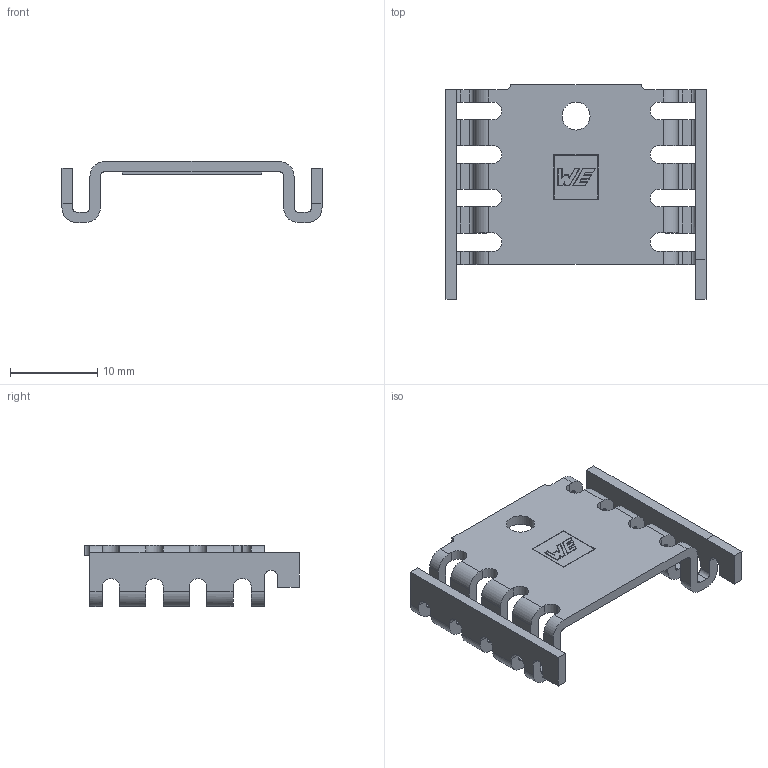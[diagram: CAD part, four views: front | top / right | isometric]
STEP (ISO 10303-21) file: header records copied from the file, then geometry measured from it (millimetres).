
FILE_DESCRIPTION(/* description */ ('Unknown'),/* implementation_level */ '2;1');
FILE_NAME(/* name */ '40901101243007',/* time_stamp */ '2025-12-02T16:57:04+01:00',/* author */ ('Unknown'),/* organization */ ('Unknown'),/* preprocessor_version */ 'ST-DEVELOPER v19.4',/* originating_system */ 'Solid Edge',/* authorisation */ 'Unknown');
FILE_SCHEMA (('AUTOMOTIVE_DESIGN {1 0 10303 214 3 1 1}'));
Length unit declared in the file: millimetre
Products named in the file (3): 40901101243007; 40901100243007; 40412471
Assembly tree (2 placements, depth 2):
  40901101243007
    40901100243007
    40412471
Bounding box: 29.8 x 24.6 x 7 mm (x, y, z)
Volume: 1033 mm3; surface area: 2691.5 mm2
Topology: 2 solids, 2 shells, 251 faces, 792 edges, 535 vertices
Faces by surface type: plane 154, cylinder 97
Full cylindrical faces by diameter (mm): 3.21 x1, 4.21 x1
Entity records: 9015 total; most frequent: CARTESIAN_POINT 1604, ORIENTED_EDGE 1582, DIRECTION 1511, EDGE_CURVE 791, LINE 573, VECTOR 573, VERTEX_POINT 535, AXIS2_PLACEMENT_3D 469
